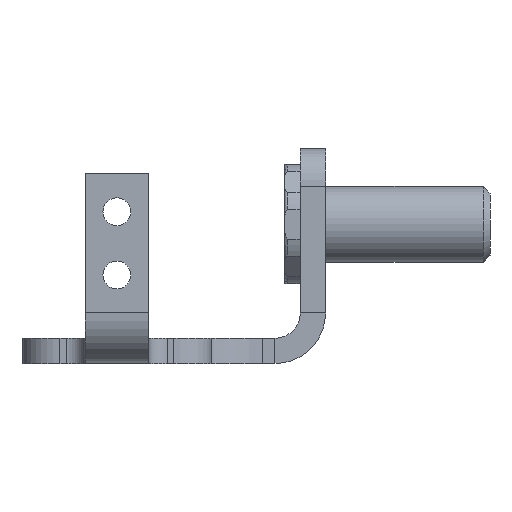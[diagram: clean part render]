
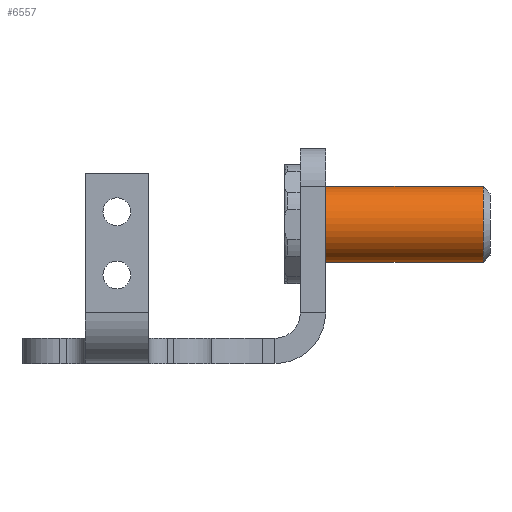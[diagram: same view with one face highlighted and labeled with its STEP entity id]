
A CAD part, front view. The second image highlights one B-rep face of the part: STEP entity #6557.
In plain terms, the highlighted cylindrical face has radius 3 mm (diameter 6 mm), a full revolution.
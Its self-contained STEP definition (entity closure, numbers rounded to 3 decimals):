
#499=FACE_OUTER_BOUND('',#858,.T.);
#858=EDGE_LOOP('',(#5124,#5125,#5126,#5127,#5128));
#1439=LINE('',#10310,#2161);
#2161=VECTOR('',#8069,3.);
#2593=CIRCLE('',#6974,3.);
#2595=CIRCLE('',#6977,3.);
#2596=CIRCLE('',#6978,3.);
#3055=VERTEX_POINT('',#10301);
#3057=VERTEX_POINT('',#10307);
#3058=VERTEX_POINT('',#10308);
#3808=EDGE_CURVE('',#3055,#3055,#2593,.T.);
#3811=EDGE_CURVE('',#3057,#3058,#2595,.T.);
#3812=EDGE_CURVE('',#3057,#3055,#1439,.T.);
#3813=EDGE_CURVE('',#3058,#3057,#2596,.T.);
#5124=ORIENTED_EDGE('',*,*,#3811,.F.);
#5125=ORIENTED_EDGE('',*,*,#3812,.T.);
#5126=ORIENTED_EDGE('',*,*,#3808,.F.);
#5127=ORIENTED_EDGE('',*,*,#3812,.F.);
#5128=ORIENTED_EDGE('',*,*,#3813,.F.);
#6332=CYLINDRICAL_SURFACE('',#6976,3.);
#6557=ADVANCED_FACE('',(#499),#6332,.T.);
#6974=AXIS2_PLACEMENT_3D('',#10302,#8060,#8061);
#6976=AXIS2_PLACEMENT_3D('',#10306,#8065,#8066);
#6977=AXIS2_PLACEMENT_3D('',#10309,#8067,#8068);
#6978=AXIS2_PLACEMENT_3D('',#10311,#8070,#8071);
#8060=DIRECTION('center_axis',(1.,0.,0.));
#8061=DIRECTION('ref_axis',(0.,0.,
-1.));
#8065=DIRECTION('center_axis',(1.,0.,0.));
#8066=DIRECTION('ref_axis',(0.,0.,
-1.));
#8067=DIRECTION('center_axis',(-1.,0.,0.));
#8068=DIRECTION('ref_axis',(0.,0.,
-1.));
#8069=DIRECTION('',(1.,0.,0.));
#8070=DIRECTION('center_axis',(-1.,0.,0.));
#8071=DIRECTION('ref_axis',(0.,0.,
-1.));
#10301=CARTESIAN_POINT('',(14.459,0.,3.));
#10302=CARTESIAN_POINT('Origin',(14.459,0.,0.));
#10306=CARTESIAN_POINT('Origin',(7.229,0.,0.));
#10307=CARTESIAN_POINT('',(1.867,0.,3.));
#10308=CARTESIAN_POINT('',(1.867,0.,-3.));
#10309=CARTESIAN_POINT('Origin',(1.867,0.,0.));
#10310=CARTESIAN_POINT('',(7.229,0.,3.));
#10311=CARTESIAN_POINT('Origin',(1.867,0.,0.));
